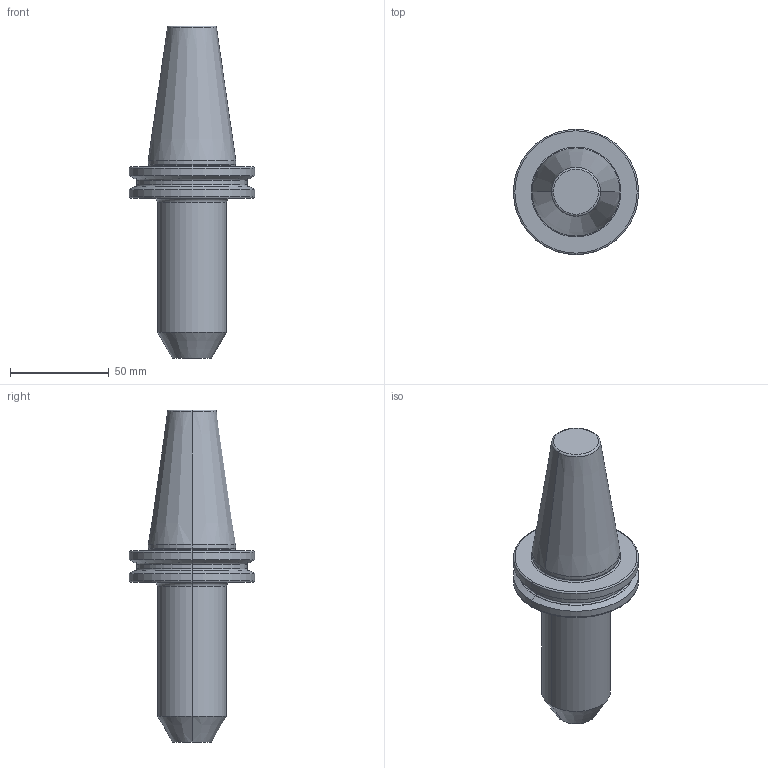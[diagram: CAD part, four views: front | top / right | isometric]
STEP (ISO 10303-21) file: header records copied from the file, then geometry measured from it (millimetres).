
FILE_DESCRIPTION(/* description */ (''),/* implementation_level */ '2;1');
FILE_NAME(/* name */ '1614252776478.stp',/* time_stamp */ '2021-02-25T17:03:08+06:00',/* author */ (''),/* organization */ ('SMS'),/* preprocessor_version */ 'ST-DEVELOPER v16.7',/* originating_system */ 'SIEMENS PLM Software NX 12.0',/* authorisation */ '');
FILE_SCHEMA (('AUTOMOTIVE_DESIGN { 1 0 10303 214 3 1 1 1 }'));
Length unit declared in the file: millimetre
Products named in the file (1): 203315701mod000_00
Bounding box: 63.5 x 63.5 x 168.25 mm (x, y, z)
Volume: 190513.2 mm3; surface area: 24926.3 mm2
Topology: 1 solids, 1 shells, 42 faces, 82 edges, 49 vertices
Faces by surface type: torus 16, cone 10, cylinder 10, plane 6
Entity records: 1149 total; most frequent: DIRECTION 236, CARTESIAN_POINT 177, ORIENTED_EDGE 164, AXIS2_PLACEMENT_3D 108, EDGE_CURVE 82, CIRCLE 62, EDGE_LOOP 46, VERTEX_POINT 46
